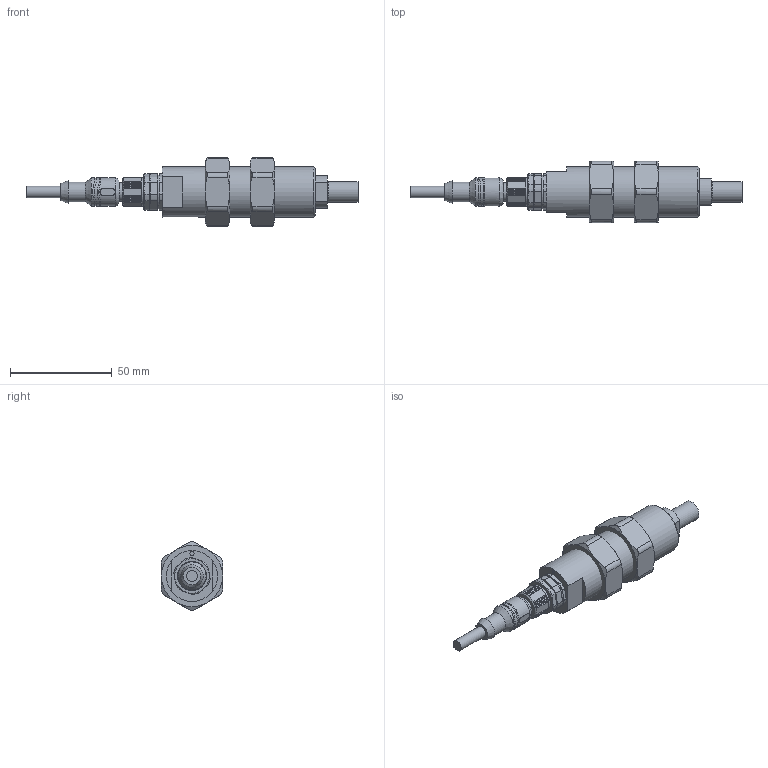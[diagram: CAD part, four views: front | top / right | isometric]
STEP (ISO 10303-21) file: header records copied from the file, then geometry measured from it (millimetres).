
FILE_DESCRIPTION (( 'STEP AP214' ), '1' );
FILE_NAME ('a_ZAD10N...1000N-N2 STEP.STEP', '2024-12-16T10:22:51', ( '' ), ( '' ), 'SwSTEP 2.0', 'SolidWorks 2023', '' );
FILE_SCHEMA (( 'AUTOMOTIVE_DESIGN' ));
Length unit declared in the file: millimetre
Products named in the file (1): a_ZAD10N...1000N-N2 STEP
Bounding box: 162.93 x 30 x 33.7 mm (x, y, z)
Volume: 53332.8 mm3; surface area: 26673.3 mm2
Topology: 6 solids, 11 shells, 699 faces, 1826 edges, 1178 vertices
Faces by surface type: plane 381, cylinder 201, cone 96, bspline 17, torus 4
Full cylindrical faces by diameter (mm): 1 x8, 1.1 x4, 1.15 x4, 1.2 x1, 1.5 x4, 1.55 x8, 1.6 x8, 1.85 x4, 2 x2, 4.2 x2, 5 x1, 5.6 x1, 7.65 x1, 8.375 x1, 8.42 x1, 9.22 x1, 9.3 x1, 9.6 x1, 9.7 x1, 9.95 x1, 10 x1, 10.4 x1, 10.8 x1, 11 x1, 12 x1, 13.4 x2, 13.5 x2, 13.8 x3, 14 x1, 14.5 x1
Entity records: 21917 total; most frequent: CARTESIAN_POINT 5957, ORIENTED_EDGE 3246, DIRECTION 3148, EDGE_CURVE 1623, AXIS2_PLACEMENT_3D 1167, VERTEX_POINT 1101, EDGE_LOOP 880, LINE 814
